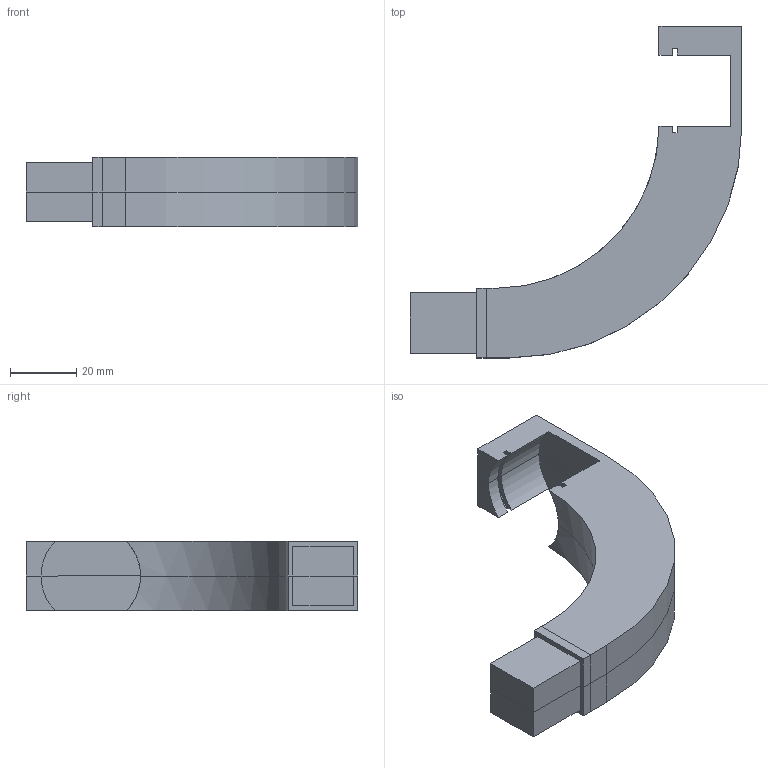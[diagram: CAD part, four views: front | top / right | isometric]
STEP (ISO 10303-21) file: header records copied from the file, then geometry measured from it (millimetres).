
FILE_DESCRIPTION(('FreeCAD Model'),'2;1');
FILE_NAME('Open CASCADE Shape Model','2024-04-01T15:36:36',('Author'),( ''),'Open CASCADE STEP processor 7.6','FreeCAD','Unknown');
FILE_SCHEMA(('AUTOMOTIVE_DESIGN { 1 0 10303 214 1 1 1 1 }'));
Length unit declared in the file: millimetre
Products named in the file (3): BottelFrontHolder1; Body; Body001
Assembly tree (2 placements, depth 2):
  BottelFrontHolder1
    Body
    Body001
Bounding box: 100 x 100 x 21 mm (x, y, z)
Volume: 59599.7 mm3; surface area: 20044.6 mm2
Topology: 2 solids, 2 shells, 60 faces, 156 edges, 100 vertices
Faces by surface type: plane 44, cylinder 16
Entity records: 1905 total; most frequent: CARTESIAN_POINT 348, ORIENTED_EDGE 312, DIRECTION 310, EDGE_CURVE 156, LINE 124, VECTOR 124, VERTEX_POINT 100, AXIS2_PLACEMENT_3D 93
